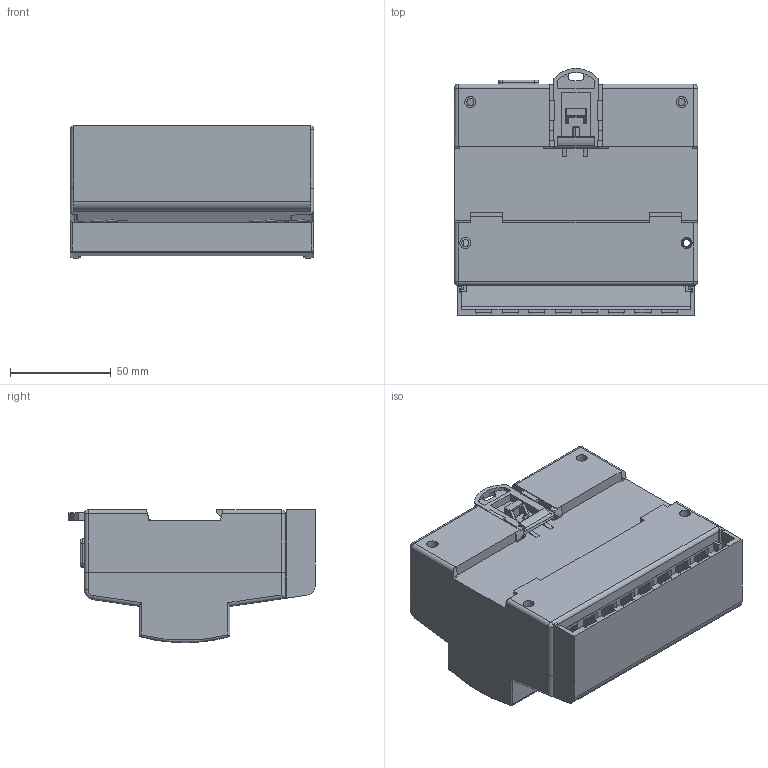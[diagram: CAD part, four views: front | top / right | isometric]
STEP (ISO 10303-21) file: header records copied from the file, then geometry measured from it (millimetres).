
FILE_DESCRIPTION (( 'STEP AP203' ), '1' );
FILE_NAME ('欭殣玁獥捗檠301.STEP', '2018-09-04T07:25:31', ( '' ), ( '' ), 'SwSTEP 2.0', 'SolidWorks 2017', '' );
FILE_SCHEMA (( 'CONFIG_CONTROL_DESIGN' ));
Length unit declared in the file: millimetre
Products named in the file (9): 昢膼瘔膻嬅捗檠301; Êëåììíàÿ êîëîäêà_ÑÊÀÒ304(301); 砎鍡譇籦鍷 鍧膼_捗檠304(301); 欭殣玁獥捗檠301; Êðûøêà íèæíÿÿ_ÑÊÀÒ304(301); 青汶篪赅_咽酪304(301); Êðûøêà îñíîâíàÿ_ÑÊÀÒ301; Êðûøêà âåðõíÿÿ_ÑÊÀÒ304(301); 青腙郷咽酪304(301)
Assembly tree (8 placements, depth 2):
  欭殣玁獥捗檠301
    昢膼瘔膻嬅捗檠301
    Êëåììíàÿ êîëîäêà_ÑÊÀÒ304(301)
    Êðûøêà îñíîâíàÿ_ÑÊÀÒ301
    砎鍡譇籦鍷 鍧膼_捗檠304(301)
    Êðûøêà âåðõíÿÿ_ÑÊÀÒ304(301)
    Êðûøêà íèæíÿÿ_ÑÊÀÒ304(301)
    青腙郷咽酪304(301)
    青汶篪赅_咽酪304(301)
Bounding box: 121 x 122.73 x 66.21 mm (x, y, z)
Volume: 207505.1 mm3; surface area: 167770.2 mm2
Topology: 8 solids, 8 shells, 1528 faces, 4195 edges, 2719 vertices
Faces by surface type: plane 916, cylinder 530, torus 32, sphere 20, cone 19, bspline 11
Entity records: 51560 total; most frequent: CARTESIAN_POINT 11719, ORIENTED_EDGE 8348, DIRECTION 7868, EDGE_CURVE 4174, VECTOR 2850, LINE 2850, VERTEX_POINT 2719, AXIS2_PLACEMENT_3D 2509
